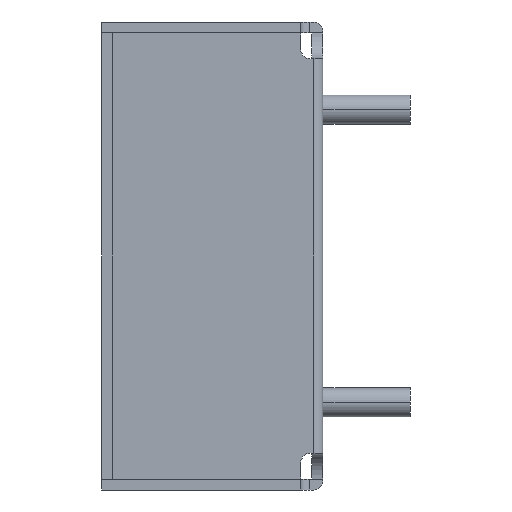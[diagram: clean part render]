
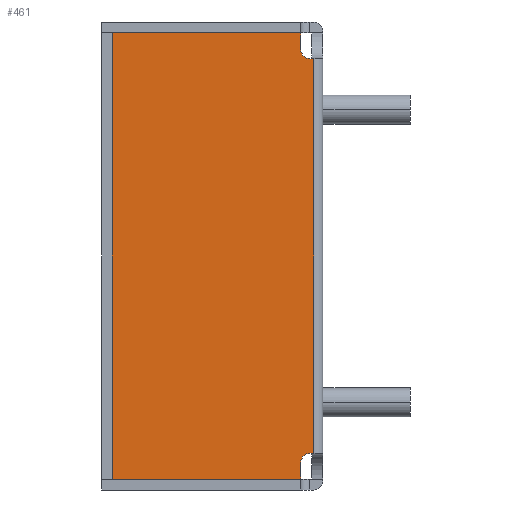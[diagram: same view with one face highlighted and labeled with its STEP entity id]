
A CAD part, left-side view. The second image highlights one B-rep face of the part: STEP entity #461.
In plain terms, the highlighted planar face has unit normal (-1, 0, 0).
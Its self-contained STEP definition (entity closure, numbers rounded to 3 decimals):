
#94 = DIRECTION ( 'NONE',  ( 0., 0., -1. ) ) ;
#121 = VECTOR ( 'NONE', #3244, 1000. ) ;
#185 = FACE_OUTER_BOUND ( 'NONE', #5633, .T. ) ;
#303 = DIRECTION ( 'NONE',  ( 1., 0., 0. ) ) ;
#375 = ORIENTED_EDGE ( 'NONE', *, *, #1325, .F. ) ;
#461 = ADVANCED_FACE ( 'NONE', ( #185 ), #4758, .F. ) ;
#523 = CARTESIAN_POINT ( 'NONE',  ( -25.5, -44.5, -54. ) ) ;
#559 = CARTESIAN_POINT ( 'NONE',  ( -25.5, 10.5, 61. ) ) ;
#598 = VERTEX_POINT ( 'NONE', #5173 ) ;
#686 = VECTOR ( 'NONE', #94, 1000. ) ;
#718 = DIRECTION ( 'NONE',  ( 0., 1., 0. ) ) ;
#753 = EDGE_CURVE ( 'NONE', #5667, #3066, #1437, .T. ) ;
#785 = CARTESIAN_POINT ( 'NONE',  ( -25.5, 10.5, -61. ) ) ;
#927 = EDGE_CURVE ( 'NONE', #3885, #598, #3011, .T. ) ;
#931 = CARTESIAN_POINT ( 'NONE',  ( -25.5, -43.5, 56.5 ) ) ;
#997 = CARTESIAN_POINT ( 'NONE',  ( -25.5, -44.5, 61. ) ) ;
#1032 = CARTESIAN_POINT ( 'NONE',  ( -25.5, -41., -56.5 ) ) ;
#1081 = CARTESIAN_POINT ( 'NONE',  ( -25.5, -47., -54. ) ) ;
#1109 = DIRECTION ( 'NONE',  ( 1., 0., 0. ) ) ;
#1254 = VECTOR ( 'NONE', #2060, 1000. ) ;
#1301 = LINE ( 'NONE', #559, #121 ) ;
#1325 = EDGE_CURVE ( 'NONE', #4856, #3441, #2014, .T. ) ;
#1369 = VECTOR ( 'NONE', #3053, 1000. ) ;
#1384 = EDGE_CURVE ( 'NONE', #3951, #3885, #1844, .T. ) ;
#1431 = CARTESIAN_POINT ( 'NONE',  ( -25.5, -43.5, -54. ) ) ;
#1437 = LINE ( 'NONE', #1081, #3863 ) ;
#1442 = ORIENTED_EDGE ( 'NONE', *, *, #3067, .T. ) ;
#1489 = AXIS2_PLACEMENT_3D ( 'NONE', #1654, #1109, #718 ) ;
#1561 = VECTOR ( 'NONE', #2850, 1000. ) ;
#1633 = ORIENTED_EDGE ( 'NONE', *, *, #4561, .T. ) ;
#1654 = CARTESIAN_POINT ( 'NONE',  ( -25.5, 10.5, 61. ) ) ;
#1669 = AXIS2_PLACEMENT_3D ( 'NONE', #931, #5351, #4952 ) ;
#1844 = LINE ( 'NONE', #3422, #1561 ) ;
#2014 = LINE ( 'NONE', #5193, #4280 ) ;
#2060 = DIRECTION ( 'NONE',  ( 0., -1., 0. ) ) ;
#2481 = LINE ( 'NONE', #3864, #1254 ) ;
#2516 = ORIENTED_EDGE ( 'NONE', *, *, #753, .F. ) ;
#2850 = DIRECTION ( 'NONE',  ( 0., 1., 0. ) ) ;
#3010 = ORIENTED_EDGE ( 'NONE', *, *, #4406, .T. ) ;
#3011 = CIRCLE ( 'NONE', #1669, 2.5 ) ;
#3029 = CARTESIAN_POINT ( 'NONE',  ( -25.5, -43.5, -56.5 ) ) ;
#3053 = DIRECTION ( 'NONE',  ( 0., 0., -1. ) ) ;
#3066 = VERTEX_POINT ( 'NONE', #1431 ) ;
#3067 = EDGE_CURVE ( 'NONE', #4856, #4748, #1301, .T. ) ;
#3178 = VECTOR ( 'NONE', #4627, 1000. ) ;
#3244 = DIRECTION ( 'NONE',  ( 0., 0., -1. ) ) ;
#3247 = ORIENTED_EDGE ( 'NONE', *, *, #4637, .T. ) ;
#3255 = CARTESIAN_POINT ( 'NONE',  ( -25.5, -41., -64. ) ) ;
#3422 = CARTESIAN_POINT ( 'NONE',  ( -25.5, -47., 54. ) ) ;
#3441 = VERTEX_POINT ( 'NONE', #5403 ) ;
#3469 = DIRECTION ( 'NONE',  ( 0., 1., 0. ) ) ;
#3484 = AXIS2_PLACEMENT_3D ( 'NONE', #3029, #303, #3469 ) ;
#3493 = CARTESIAN_POINT ( 'NONE',  ( -25.5, -41., 64. ) ) ;
#3515 = VERTEX_POINT ( 'NONE', #4117 ) ;
#3554 = ORIENTED_EDGE ( 'NONE', *, *, #4042, .F. ) ;
#3679 = EDGE_CURVE ( 'NONE', #3747, #3515, #5649, .T. ) ;
#3747 = VERTEX_POINT ( 'NONE', #1032 ) ;
#3863 = VECTOR ( 'NONE', #4607, 1000. ) ;
#3864 = CARTESIAN_POINT ( 'NONE',  ( -25.5, 10.5, -61. ) ) ;
#3885 = VERTEX_POINT ( 'NONE', #4761 ) ;
#3951 = VERTEX_POINT ( 'NONE', #5251 ) ;
#4042 = EDGE_CURVE ( 'NONE', #3441, #598, #4996, .T. ) ;
#4117 = CARTESIAN_POINT ( 'NONE',  ( -25.5, -41., -61. ) ) ;
#4241 = ORIENTED_EDGE ( 'NONE', *, *, #3679, .F. ) ;
#4280 = VECTOR ( 'NONE', #5172, 1000. ) ;
#4406 = EDGE_CURVE ( 'NONE', #5667, #3951, #4536, .T. ) ;
#4536 = LINE ( 'NONE', #997, #3178 ) ;
#4561 = EDGE_CURVE ( 'NONE', #4748, #3515, #2481, .T. ) ;
#4607 = DIRECTION ( 'NONE',  ( 0., 1., 0. ) ) ;
#4627 = DIRECTION ( 'NONE',  ( 0., 0., 1. ) ) ;
#4637 = EDGE_CURVE ( 'NONE', #3747, #3066, #5795, .T. ) ;
#4748 = VERTEX_POINT ( 'NONE', #785 ) ;
#4758 = PLANE ( 'NONE',  #1489 ) ;
#4761 = CARTESIAN_POINT ( 'NONE',  ( -25.5, -43.5, 54. ) ) ;
#4856 = VERTEX_POINT ( 'NONE', #4936 ) ;
#4914 = ORIENTED_EDGE ( 'NONE', *, *, #927, .T. ) ;
#4936 = CARTESIAN_POINT ( 'NONE',  ( -25.5, 10.5, 61. ) ) ;
#4952 = DIRECTION ( 'NONE',  ( 0., 1., 0. ) ) ;
#4996 = LINE ( 'NONE', #3493, #1369 ) ;
#5015 = ORIENTED_EDGE ( 'NONE', *, *, #1384, .T. ) ;
#5172 = DIRECTION ( 'NONE',  ( 0., -1., 0. ) ) ;
#5173 = CARTESIAN_POINT ( 'NONE',  ( -25.5, -41., 56.5 ) ) ;
#5193 = CARTESIAN_POINT ( 'NONE',  ( -25.5, 10.5, 61. ) ) ;
#5251 = CARTESIAN_POINT ( 'NONE',  ( -25.5, -44.5, 54. ) ) ;
#5351 = DIRECTION ( 'NONE',  ( 1., 0., 0. ) ) ;
#5403 = CARTESIAN_POINT ( 'NONE',  ( -25.5, -41., 61. ) ) ;
#5633 = EDGE_LOOP ( 'NONE', ( #2516, #3010, #5015, #4914, #3554, #375, #1442, #1633, #4241, #3247 ) ) ;
#5649 = LINE ( 'NONE', #3255, #686 ) ;
#5667 = VERTEX_POINT ( 'NONE', #523 ) ;
#5795 = CIRCLE ( 'NONE', #3484, 2.5 ) ;
